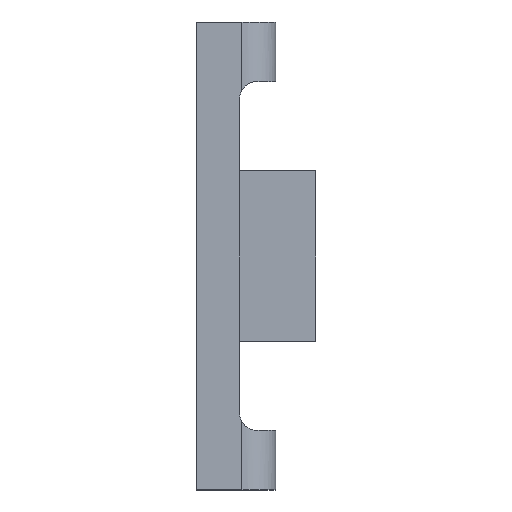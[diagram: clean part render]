
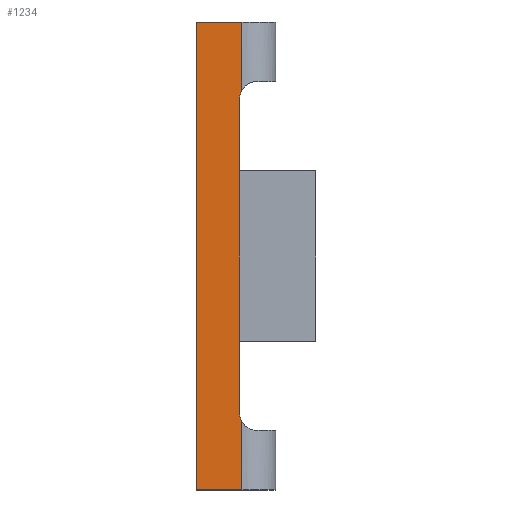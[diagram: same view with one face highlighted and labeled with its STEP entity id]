
A CAD part, left-side view. The second image highlights one B-rep face of the part: STEP entity #1234.
In plain terms, the highlighted planar face has unit normal (-1, 0, 0).
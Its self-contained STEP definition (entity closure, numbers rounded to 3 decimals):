
#498 = DIRECTION ( 'NONE',  ( 0., 0., 1. ) ) ;
#499 = CARTESIAN_POINT ( 'NONE',  ( -184.6, 50., -40.25 ) ) ;
#500 = LINE ( 'NONE', #499, #1467 ) ;
#840 = DIRECTION ( 'NONE',  ( 0., 0., 1. ) ) ;
#841 = DIRECTION ( 'NONE',  ( 1., 0., 0. ) ) ;
#843 = PLANE ( 'NONE',  #1552 ) ;
#844 = FACE_OUTER_BOUND ( 'NONE', #2498, .T. ) ;
#852 = CARTESIAN_POINT ( 'NONE',  ( -184.6, 36., -40.25 ) ) ;
#1151 = EDGE_CURVE ( 'NONE', #2769, #2736, #2499, .T. ) ;
#1152 = EDGE_CURVE ( 'NONE', #2736, #2702, #2501, .T. ) ;
#1153 = EDGE_CURVE ( 'NONE', #2702, #2698, #2243, .T. ) ;
#1154 = EDGE_CURVE ( 'NONE', #2698, #2697, #2489, .T. ) ;
#1155 = EDGE_CURVE ( 'NONE', #2697, #2689, #2240, .T. ) ;
#1156 = EDGE_CURVE ( 'NONE', #2689, #2688, #2481, .T. ) ;
#1157 = EDGE_CURVE ( 'NONE', #2768, #2688, #2458, .T. ) ;
#1234 = ADVANCED_FACE ( 'NONE', ( #844 ), #843, .F. ) ;
#1310 = EDGE_CURVE ( 'NONE', #2769, #2768, #500, .T. ) ;
#1467 = VECTOR ( 'NONE', #498, 1000. ) ;
#1552 = AXIS2_PLACEMENT_3D ( 'NONE', #852, #841, #840 ) ;
#1806 = CARTESIAN_POINT ( 'NONE',  ( -184.6, 42., 41.25 ) ) ;
#1807 = CARTESIAN_POINT ( 'NONE',  ( -184.6, 42., 29.202 ) ) ;
#1809 = CARTESIAN_POINT ( 'NONE',  ( -184.6, 42.375, 27.75 ) ) ;
#1810 = CARTESIAN_POINT ( 'NONE',  ( -184.6, 42.375, -27.75 ) ) ;
#1811 = CARTESIAN_POINT ( 'NONE',  ( -184.6, 42., -29.202 ) ) ;
#1823 = CARTESIAN_POINT ( 'NONE',  ( -184.6, 42., -41.25 ) ) ;
#1832 = CARTESIAN_POINT ( 'NONE',  ( -184.6, 50., -41.25 ) ) ;
#1835 = CARTESIAN_POINT ( 'NONE',  ( -184.6, 50., 41.25 ) ) ;
#2237 = VECTOR ( 'NONE', #2456, 1000. ) ;
#2238 = AXIS2_PLACEMENT_3D ( 'NONE', #2466, #2463, #2462 ) ;
#2239 = VECTOR ( 'NONE', #2459, 1000. ) ;
#2240 = CIRCLE ( 'NONE', #2238, 3. ) ;
#2241 = AXIS2_PLACEMENT_3D ( 'NONE', #2477, #2476, #2473 ) ;
#2242 = VECTOR ( 'NONE', #2472, 1000. ) ;
#2243 = CIRCLE ( 'NONE', #2241, 3. ) ;
#2245 = VECTOR ( 'NONE', #2484, 1000. ) ;
#2251 = VECTOR ( 'NONE', #2488, 1000. ) ;
#2456 = DIRECTION ( 'NONE',  ( 0., -1., 0. ) ) ;
#2457 = CARTESIAN_POINT ( 'NONE',  ( -184.6, 21.915, 41.25 ) ) ;
#2458 = LINE ( 'NONE', #2457, #2237 ) ;
#2459 = DIRECTION ( 'NONE',  ( 0., 0., 1. ) ) ;
#2462 = DIRECTION ( 'NONE',  ( 0., 0., -1. ) ) ;
#2463 = DIRECTION ( 'NONE',  ( 1., 0., 0. ) ) ;
#2466 = CARTESIAN_POINT ( 'NONE',  ( -184.6, 39.375, 27.75 ) ) ;
#2472 = DIRECTION ( 'NONE',  ( 0., 0., 1. ) ) ;
#2473 = DIRECTION ( 'NONE',  ( 0., 0., -1. ) ) ;
#2476 = DIRECTION ( 'NONE',  ( 1., 0., 0. ) ) ;
#2477 = CARTESIAN_POINT ( 'NONE',  ( -184.6, 39.375, -27.75 ) ) ;
#2478 = CARTESIAN_POINT ( 'NONE',  ( -184.6, 42., -40.25 ) ) ;
#2481 = LINE ( 'NONE', #2478, #2239 ) ;
#2484 = DIRECTION ( 'NONE',  ( 0., 0., 1. ) ) ;
#2487 = CARTESIAN_POINT ( 'NONE',  ( -184.6, 42., -40.25 ) ) ;
#2488 = DIRECTION ( 'NONE',  ( 0., -1., 0. ) ) ;
#2489 = LINE ( 'NONE', #2492, #2242 ) ;
#2490 = CARTESIAN_POINT ( 'NONE',  ( -184.6, 21.915, -41.25 ) ) ;
#2492 = CARTESIAN_POINT ( 'NONE',  ( -184.6, 42.375, -54.981 ) ) ;
#2498 = EDGE_LOOP ( 'NONE', ( #3277, #3276, #3275, #3274, #3273, #3272, #3271, #3270 ) ) ;
#2499 = LINE ( 'NONE', #2490, #2251 ) ;
#2501 = LINE ( 'NONE', #2487, #2245 ) ;
#2688 = VERTEX_POINT ( 'NONE', #1806 ) ;
#2689 = VERTEX_POINT ( 'NONE', #1807 ) ;
#2697 = VERTEX_POINT ( 'NONE', #1809 ) ;
#2698 = VERTEX_POINT ( 'NONE', #1810 ) ;
#2702 = VERTEX_POINT ( 'NONE', #1811 ) ;
#2736 = VERTEX_POINT ( 'NONE', #1823 ) ;
#2768 = VERTEX_POINT ( 'NONE', #1835 ) ;
#2769 = VERTEX_POINT ( 'NONE', #1832 ) ;
#3270 = ORIENTED_EDGE ( 'NONE', *, *, #1310, .F. ) ;
#3271 = ORIENTED_EDGE ( 'NONE', *, *, #1157, .F. ) ;
#3272 = ORIENTED_EDGE ( 'NONE', *, *, #1156, .T. ) ;
#3273 = ORIENTED_EDGE ( 'NONE', *, *, #1155, .T. ) ;
#3274 = ORIENTED_EDGE ( 'NONE', *, *, #1154, .T. ) ;
#3275 = ORIENTED_EDGE ( 'NONE', *, *, #1153, .T. ) ;
#3276 = ORIENTED_EDGE ( 'NONE', *, *, #1152, .T. ) ;
#3277 = ORIENTED_EDGE ( 'NONE', *, *, #1151, .T. ) ;
